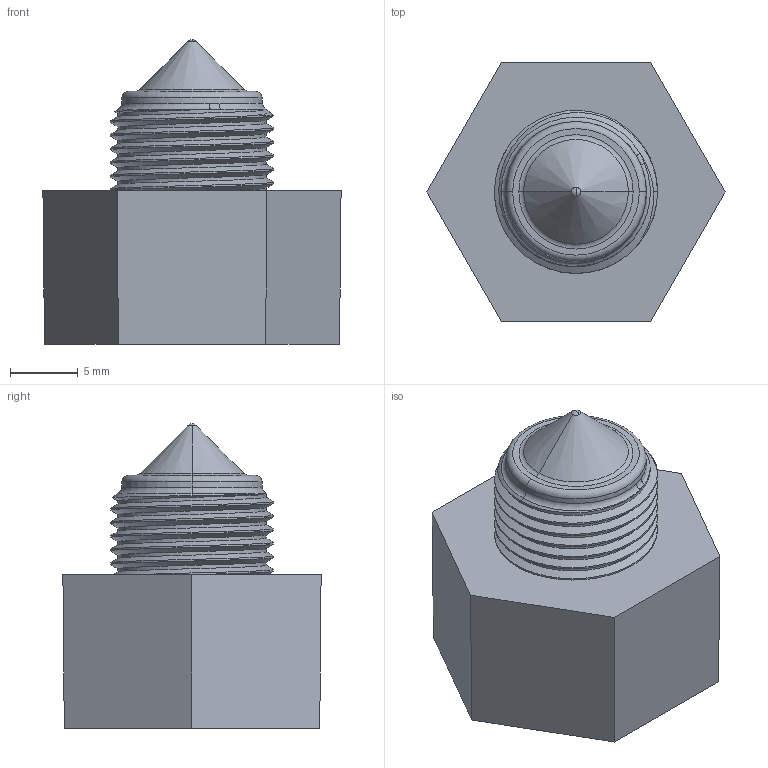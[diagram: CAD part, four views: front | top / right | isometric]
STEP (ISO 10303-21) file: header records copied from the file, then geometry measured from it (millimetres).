
FILE_DESCRIPTION (( 'STEP AP203' ), '1' );
FILE_NAME ('LLX1 OPTOMAX DIGITAL - M12.STEP', '2018-01-31T14:01:39', ( '' ), ( '' ), 'SwSTEP 2.0', 'SolidWorks 2018', '' );
FILE_SCHEMA (( 'CONFIG_CONTROL_DESIGN' ));
Length unit declared in the file: millimetre
Products named in the file (1): LLX1 OPTOMAX DIGITAL - M12
Bounding box: 21.94 x 19 x 22.4 mm (x, y, z)
Volume: 4282.6 mm3; surface area: 1747.3 mm2
Topology: 1 solids, 1 shells, 42 faces, 103 edges, 65 vertices
Faces by surface type: cylinder 12, plane 9, cone 7, torus 6, bspline 6, sphere 2
Entity records: 2786 total; most frequent: CARTESIAN_POINT 1831, ORIENTED_EDGE 206, DIRECTION 159, EDGE_CURVE 103, VERTEX_POINT 65, AXIS2_PLACEMENT_3D 62, EDGE_LOOP 44, ADVANCED_FACE 42
